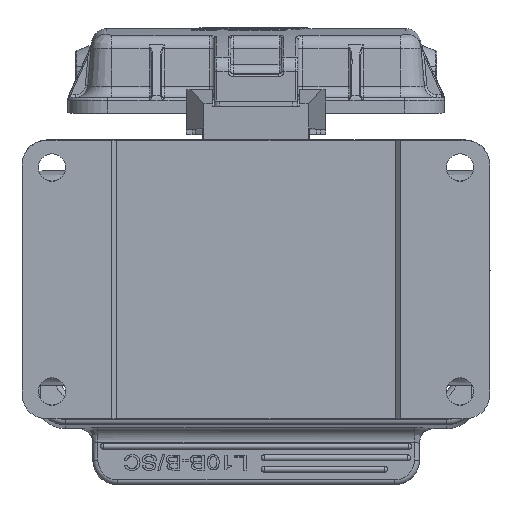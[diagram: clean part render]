
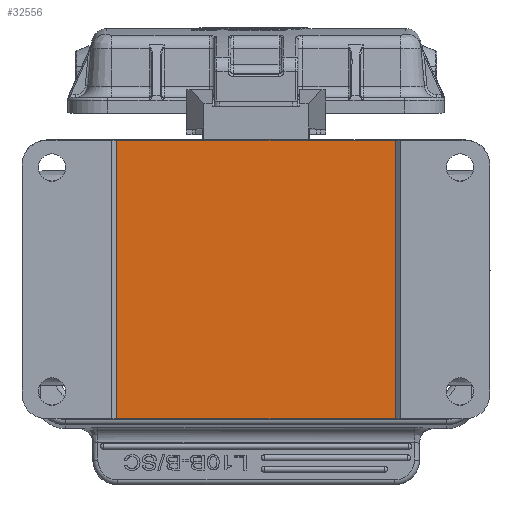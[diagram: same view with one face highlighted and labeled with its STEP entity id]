
A CAD part, front view. The second image highlights one B-rep face of the part: STEP entity #32556.
In plain terms, the highlighted planar face has unit normal (0, -1, -0.009).
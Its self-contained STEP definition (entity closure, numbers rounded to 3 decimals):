
#2814=DIRECTION('',(1.,0.,0.));
#2815=VECTOR('',#2814,56.);
#2816=CARTESIAN_POINT('',(18.986,-21.779,
-50.144));
#2817=LINE('',#2816,#2815);
#3228=DIRECTION('',(-1.,0.,0.));
#3229=VECTOR('',#3228,56.);
#3230=CARTESIAN_POINT('',(74.986,-22.285,5.854));
#3231=LINE('',#3230,#3229);
#3278=DIRECTION('',(0.,-0.009,1.));
#3279=VECTOR('',#3278,56.);
#3280=CARTESIAN_POINT('',(74.986,-21.796,
-50.144));
#3281=LINE('',#3280,#3279);
#3282=DIRECTION('',(0.,-0.009,1.));
#3283=VECTOR('',#3282,56.);
#3284=CARTESIAN_POINT('',(18.986,-21.779,
-50.144));
#3285=LINE('',#3284,#3283);
#26190=CARTESIAN_POINT('',(18.986,-21.779,
-50.144));
#26191=VERTEX_POINT('',#26190);
#26192=CARTESIAN_POINT('',(74.986,-21.796,
-50.144));
#26193=VERTEX_POINT('',#26192);
#26283=CARTESIAN_POINT('',(74.986,-22.285,
5.854));
#26284=VERTEX_POINT('',#26283);
#26285=CARTESIAN_POINT('',(18.986,-22.267,
5.854));
#26286=VERTEX_POINT('',#26285);
#32544=CARTESIAN_POINT('',(46.986,-22.032,
-22.145));
#32545=DIRECTION('',(0.,1.,0.009));
#32546=DIRECTION('',(0.,-0.009,1.));
#32547=AXIS2_PLACEMENT_3D('',#32544,#32545,#32546);
#32548=PLANE('',#32547);
#32549=ORIENTED_EDGE('',*,*,#31808,.F.);
#32551=ORIENTED_EDGE('',*,*,#32550,.T.);
#32552=ORIENTED_EDGE('',*,*,#32480,.F.);
#32553=ORIENTED_EDGE('',*,*,#32536,.F.);
#32554=EDGE_LOOP('',(#32549,#32551,#32552,#32553));
#32555=FACE_OUTER_BOUND('',#32554,.F.);
#31808=EDGE_CURVE('',#26191,#26193,#2817,.T.);
#32480=EDGE_CURVE('',#26284,#26286,#3231,.T.);
#32536=EDGE_CURVE('',#26193,#26284,#3281,.T.);
#32550=EDGE_CURVE('',#26191,#26286,#3285,.T.);
#32556=ADVANCED_FACE('',(#32555),#32548,.F.);
